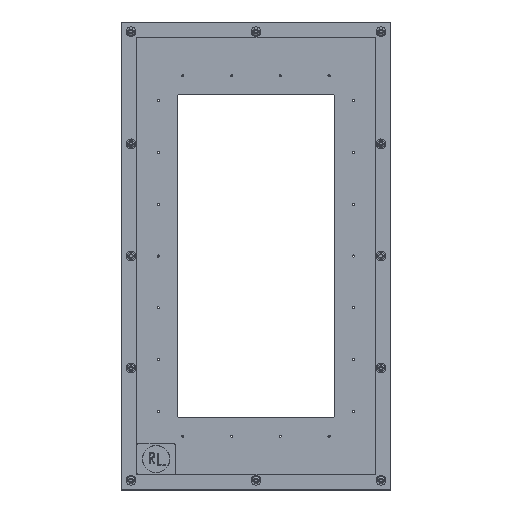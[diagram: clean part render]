
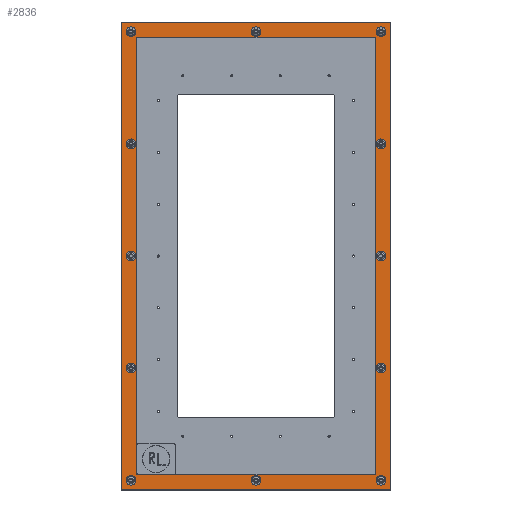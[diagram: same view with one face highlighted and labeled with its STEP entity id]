
A CAD part, top view. The second image highlights one B-rep face of the part: STEP entity #2836.
In plain terms, the highlighted planar face has unit normal (0, 0, 1).
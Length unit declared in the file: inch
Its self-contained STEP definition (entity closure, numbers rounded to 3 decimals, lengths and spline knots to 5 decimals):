
#167=PLANE('',#3104);
#253=LINE('',#4417,#398);
#257=LINE('',#4425,#402);
#260=LINE('',#4431,#405);
#263=LINE('',#4436,#408);
#265=LINE('',#4441,#410);
#269=LINE('',#4449,#414);
#272=LINE('',#4455,#417);
#275=LINE('',#4460,#420);
#398=VECTOR('',#3631,28.25);
#402=VECTOR('',#3637,15.40625);
#405=VECTOR('',#3642,28.25);
#408=VECTOR('',#3647,15.40625);
#410=VECTOR('',#3651,30.25);
#414=VECTOR('',#3657,17.40625);
#417=VECTOR('',#3662,30.25);
#420=VECTOR('',#3667,17.40625);
#631=FACE_BOUND('',#1033,.T.);
#632=FACE_BOUND('',#1034,.T.);
#633=FACE_BOUND('',#1035,.T.);
#634=FACE_BOUND('',#1036,.T.);
#635=FACE_BOUND('',#1037,.T.);
#636=FACE_BOUND('',#1038,.T.);
#637=FACE_BOUND('',#1039,.T.);
#638=FACE_BOUND('',#1040,.T.);
#639=FACE_BOUND('',#1041,.T.);
#640=FACE_BOUND('',#1042,.T.);
#641=FACE_BOUND('',#1043,.T.);
#642=FACE_BOUND('',#1044,.T.);
#643=FACE_BOUND('',#1045,.T.);
#757=FACE_OUTER_BOUND('',#1032,.T.);
#1032=EDGE_LOOP('',(#2188,#2189,#2190,#2191));
#1033=EDGE_LOOP('',(#2192));
#1034=EDGE_LOOP('',(#2193));
#1035=EDGE_LOOP('',(#2194));
#1036=EDGE_LOOP('',(#2195));
#1037=EDGE_LOOP('',(#2196));
#1038=EDGE_LOOP('',(#2197));
#1039=EDGE_LOOP('',(#2198));
#1040=EDGE_LOOP('',(#2199));
#1041=EDGE_LOOP('',(#2200));
#1042=EDGE_LOOP('',(#2201));
#1043=EDGE_LOOP('',(#2202));
#1044=EDGE_LOOP('',(#2203));
#1045=EDGE_LOOP('',(#2204,#2205,#2206,#2207));
#1258=CIRCLE('',#3062,0.10938);
#1260=CIRCLE('',#3065,0.10938);
#1262=CIRCLE('',#3068,0.10938);
#1264=CIRCLE('',#3071,0.10938);
#1266=CIRCLE('',#3074,0.10938);
#1268=CIRCLE('',#3077,0.10938);
#1270=CIRCLE('',#3080,0.10938);
#1272=CIRCLE('',#3083,0.10938);
#1274=CIRCLE('',#3086,0.10938);
#1276=CIRCLE('',#3089,0.10938);
#1278=CIRCLE('',#3092,0.10938);
#1280=CIRCLE('',#3095,0.10938);
#1432=VERTEX_POINT('',#4357);
#1434=VERTEX_POINT('',#4362);
#1436=VERTEX_POINT('',#4367);
#1438=VERTEX_POINT('',#4372);
#1440=VERTEX_POINT('',#4377);
#1442=VERTEX_POINT('',#4382);
#1444=VERTEX_POINT('',#4387);
#1446=VERTEX_POINT('',#4392);
#1448=VERTEX_POINT('',#4397);
#1450=VERTEX_POINT('',#4402);
#1452=VERTEX_POINT('',#4407);
#1454=VERTEX_POINT('',#4412);
#1455=VERTEX_POINT('',#4415);
#1456=VERTEX_POINT('',#4416);
#1459=VERTEX_POINT('',#4424);
#1461=VERTEX_POINT('',#4430);
#1463=VERTEX_POINT('',#4439);
#1464=VERTEX_POINT('',#4440);
#1467=VERTEX_POINT('',#4448);
#1469=VERTEX_POINT('',#4454);
#1700=EDGE_CURVE('',#1432,#1432,#1258,.T.);
#1702=EDGE_CURVE('',#1434,#1434,#1260,.T.);
#1704=EDGE_CURVE('',#1436,#1436,#1262,.T.);
#1706=EDGE_CURVE('',#1438,#1438,#1264,.T.);
#1708=EDGE_CURVE('',#1440,#1440,#1266,.T.);
#1710=EDGE_CURVE('',#1442,#1442,#1268,.T.);
#1712=EDGE_CURVE('',#1444,#1444,#1270,.T.);
#1714=EDGE_CURVE('',#1446,#1446,#1272,.T.);
#1716=EDGE_CURVE('',#1448,#1448,#1274,.T.);
#1718=EDGE_CURVE('',#1450,#1450,#1276,.T.);
#1720=EDGE_CURVE('',#1452,#1452,#1278,.T.);
#1722=EDGE_CURVE('',#1454,#1454,#1280,.T.);
#1723=EDGE_CURVE('',#1455,#1456,#253,.T.);
#1727=EDGE_CURVE('',#1456,#1459,#257,.T.);
#1730=EDGE_CURVE('',#1459,#1461,#260,.T.);
#1733=EDGE_CURVE('',#1461,#1455,#263,.T.);
#1735=EDGE_CURVE('',#1463,#1464,#265,.T.);
#1739=EDGE_CURVE('',#1464,#1467,#269,.T.);
#1742=EDGE_CURVE('',#1467,#1469,#272,.T.);
#1745=EDGE_CURVE('',#1469,#1463,#275,.T.);
#2188=ORIENTED_EDGE('',*,*,#1735,.F.);
#2189=ORIENTED_EDGE('',*,*,#1745,.F.);
#2190=ORIENTED_EDGE('',*,*,#1742,.F.);
#2191=ORIENTED_EDGE('',*,*,#1739,.F.);
#2192=ORIENTED_EDGE('',*,*,#1700,.T.);
#2193=ORIENTED_EDGE('',*,*,#1702,.T.);
#2194=ORIENTED_EDGE('',*,*,#1704,.T.);
#2195=ORIENTED_EDGE('',*,*,#1706,.T.);
#2196=ORIENTED_EDGE('',*,*,#1708,.T.);
#2197=ORIENTED_EDGE('',*,*,#1710,.T.);
#2198=ORIENTED_EDGE('',*,*,#1712,.T.);
#2199=ORIENTED_EDGE('',*,*,#1714,.T.);
#2200=ORIENTED_EDGE('',*,*,#1716,.T.);
#2201=ORIENTED_EDGE('',*,*,#1718,.T.);
#2202=ORIENTED_EDGE('',*,*,#1720,.T.);
#2203=ORIENTED_EDGE('',*,*,#1722,.T.);
#2204=ORIENTED_EDGE('',*,*,#1723,.T.);
#2205=ORIENTED_EDGE('',*,*,#1727,.T.);
#2206=ORIENTED_EDGE('',*,*,#1730,.T.);
#2207=ORIENTED_EDGE('',*,*,#1733,.T.);
#2836=ADVANCED_FACE('',(#757,#631,#632,#633,#634,#635,#636,#637,#638,#639,
#640,#641,#642,#643),#167,.T.);
#3062=AXIS2_PLACEMENT_3D('',#4358,#3561,#3562);
#3065=AXIS2_PLACEMENT_3D('',#4363,#3567,#3568);
#3068=AXIS2_PLACEMENT_3D('',#4368,#3573,#3574);
#3071=AXIS2_PLACEMENT_3D('',#4373,#3579,#3580);
#3074=AXIS2_PLACEMENT_3D('',#4378,#3585,#3586);
#3077=AXIS2_PLACEMENT_3D('',#4383,#3591,#3592);
#3080=AXIS2_PLACEMENT_3D('',#4388,#3597,#3598);
#3083=AXIS2_PLACEMENT_3D('',#4393,#3603,#3604);
#3086=AXIS2_PLACEMENT_3D('',#4398,#3609,#3610);
#3089=AXIS2_PLACEMENT_3D('',#4403,#3615,#3616);
#3092=AXIS2_PLACEMENT_3D('',#4408,#3621,#3622);
#3095=AXIS2_PLACEMENT_3D('',#4413,#3627,#3628);
#3104=AXIS2_PLACEMENT_3D('',#4462,#3669,#3670);
#3561=DIRECTION('center_axis',(0.,0.,-1.));
#3562=DIRECTION('ref_axis',(-1.,0.,0.));
#3567=DIRECTION('center_axis',(0.,0.,-1.));
#3568=DIRECTION('ref_axis',(-1.,0.,0.));
#3573=DIRECTION('center_axis',(0.,0.,-1.));
#3574=DIRECTION('ref_axis',(-1.,0.,0.));
#3579=DIRECTION('center_axis',(0.,0.,-1.));
#3580=DIRECTION('ref_axis',(-1.,0.,0.));
#3585=DIRECTION('center_axis',(0.,0.,-1.));
#3586=DIRECTION('ref_axis',(-1.,0.,0.));
#3591=DIRECTION('center_axis',(0.,0.,-1.));
#3592=DIRECTION('ref_axis',(-1.,0.,0.));
#3597=DIRECTION('center_axis',(0.,0.,-1.));
#3598=DIRECTION('ref_axis',(-1.,0.,0.));
#3603=DIRECTION('center_axis',(0.,0.,-1.));
#3604=DIRECTION('ref_axis',(-1.,0.,0.));
#3609=DIRECTION('center_axis',(0.,0.,-1.));
#3610=DIRECTION('ref_axis',(-1.,0.,0.));
#3615=DIRECTION('center_axis',(0.,0.,-1.));
#3616=DIRECTION('ref_axis',(-1.,0.,0.));
#3621=DIRECTION('center_axis',(0.,0.,-1.));
#3622=DIRECTION('ref_axis',(-1.,0.,0.));
#3627=DIRECTION('center_axis',(0.,0.,-1.));
#3628=DIRECTION('ref_axis',(-1.,0.,0.));
#3631=DIRECTION('',(0.,-1.,0.));
#3637=DIRECTION('',(-1.,0.,0.));
#3642=DIRECTION('',(0.,1.,0.));
#3647=DIRECTION('',(1.,0.,0.));
#3651=DIRECTION('',(0.,-1.,0.));
#3657=DIRECTION('',(-1.,0.,0.));
#3662=DIRECTION('',(0.,1.,0.));
#3667=DIRECTION('',(1.,0.,0.));
#3669=DIRECTION('center_axis',(0.,0.,1.));
#3670=DIRECTION('ref_axis',(1.,0.,0.));
#4357=CARTESIAN_POINT('',(16.48475,-23.9196,0.125));
#4358=CARTESIAN_POINT('Origin',(16.37537,-23.9196,0.125));
#4362=CARTESIAN_POINT('',(8.40662,-23.9196,0.125));
#4363=CARTESIAN_POINT('Origin',(8.29725,-23.9196,0.125));
#4367=CARTESIAN_POINT('',(0.3285,-23.9196,0.125));
#4368=CARTESIAN_POINT('Origin',(0.21912,-23.9196,0.125));
#4372=CARTESIAN_POINT('',(16.48475,-16.6696,0.125));
#4373=CARTESIAN_POINT('Origin',(16.37537,-16.6696,0.125));
#4377=CARTESIAN_POINT('',(0.3285,-16.6696,0.125));
#4378=CARTESIAN_POINT('Origin',(0.21912,-16.6696,0.125));
#4382=CARTESIAN_POINT('',(16.48475,-9.4196,0.125));
#4383=CARTESIAN_POINT('Origin',(16.37537,-9.4196,0.125));
#4387=CARTESIAN_POINT('',(0.3285,-9.4196,0.125));
#4388=CARTESIAN_POINT('Origin',(0.21912,-9.4196,0.125));
#4392=CARTESIAN_POINT('',(16.48475,-2.1696,0.125));
#4393=CARTESIAN_POINT('Origin',(16.37537,-2.1696,0.125));
#4397=CARTESIAN_POINT('',(0.3285,-2.1696,0.125));
#4398=CARTESIAN_POINT('Origin',(0.21912,-2.1696,0.125));
#4402=CARTESIAN_POINT('',(16.48475,5.0804,0.125));
#4403=CARTESIAN_POINT('Origin',(16.37537,5.0804,0.125));
#4407=CARTESIAN_POINT('',(8.40662,5.0804,0.125));
#4408=CARTESIAN_POINT('Origin',(8.29725,5.0804,0.125));
#4412=CARTESIAN_POINT('',(0.3285,5.0804,0.125));
#4413=CARTESIAN_POINT('Origin',(0.21912,5.0804,0.125));
#4415=CARTESIAN_POINT('',(16.00037,4.7054,0.125));
#4416=CARTESIAN_POINT('',(16.00037,-23.5446,0.125));
#4417=CARTESIAN_POINT('',(16.00037,-2.3571,0.125));
#4424=CARTESIAN_POINT('',(0.59412,-23.5446,0.125));
#4425=CARTESIAN_POINT('',(12.14881,-23.5446,0.125));
#4430=CARTESIAN_POINT('',(0.59412,4.7054,0.125));
#4431=CARTESIAN_POINT('',(0.59412,-16.4821,0.125));
#4436=CARTESIAN_POINT('',(4.44569,4.7054,0.125));
#4439=CARTESIAN_POINT('',(17.00037,5.7054,0.125));
#4440=CARTESIAN_POINT('',(17.00037,-24.5446,0.125));
#4441=CARTESIAN_POINT('',(17.00037,5.7054,0.125));
#4448=CARTESIAN_POINT('',(-0.40588,-24.5446,0.125));
#4449=CARTESIAN_POINT('',(17.00037,-24.5446,0.125));
#4454=CARTESIAN_POINT('',(-0.40588,5.7054,0.125));
#4455=CARTESIAN_POINT('',(-0.40588,-24.5446,0.125));
#4460=CARTESIAN_POINT('',(-0.40588,5.7054,0.125));
#4462=CARTESIAN_POINT('Origin',(8.29725,-9.4196,0.125));
